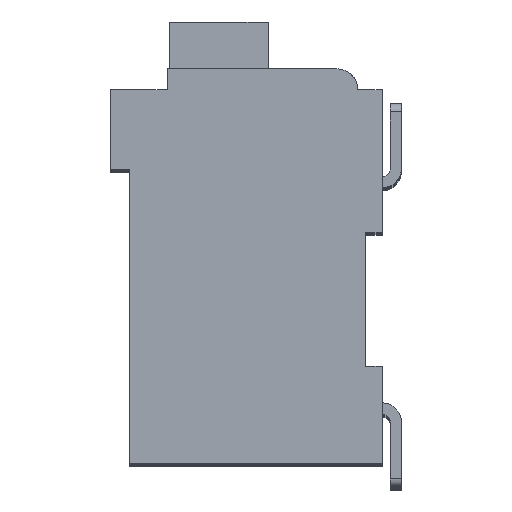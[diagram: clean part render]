
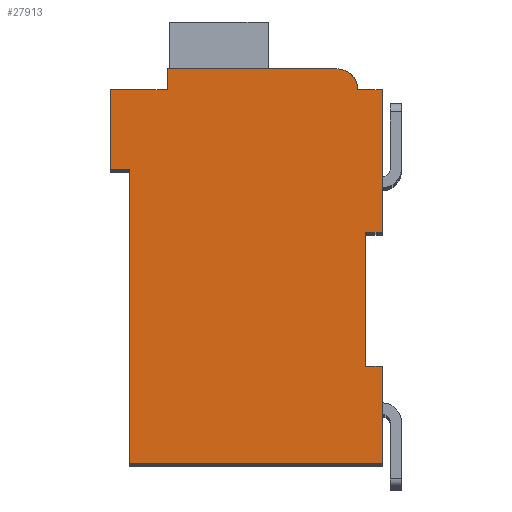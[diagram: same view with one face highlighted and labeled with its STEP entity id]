
A CAD part, top view. The second image highlights one B-rep face of the part: STEP entity #27913.
In plain terms, the highlighted planar face has unit normal (0, 0, 1).
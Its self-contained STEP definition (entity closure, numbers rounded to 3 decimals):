
#8594=DIRECTION('',(1.,0.,0.));
#8595=VECTOR('',#8594,0.5);
#8596=CARTESIAN_POINT('',(7.3,7.15,2.1));
#8597=LINE('',#8596,#8595);
#8598=DIRECTION('',(0.,1.,0.));
#8599=VECTOR('',#8598,4.15);
#8600=CARTESIAN_POINT('',(7.3,3.,2.1));
#8601=LINE('',#8600,#8599);
#8602=DIRECTION('',(-1.,0.,0.));
#8603=VECTOR('',#8602,0.5);
#8604=CARTESIAN_POINT('',(7.8,3.,2.1));
#8605=LINE('',#8604,#8603);
#8606=DIRECTION('',(0.,1.,0.));
#8607=VECTOR('',#8606,3.);
#8608=CARTESIAN_POINT('',(7.8,0.,2.1));
#8609=LINE('',#8608,#8607);
#8610=DIRECTION('',(1.,0.,0.));
#8611=VECTOR('',#8610,7.8);
#8612=CARTESIAN_POINT('',(0.,0.,2.1));
#8613=LINE('',#8612,#8611);
#8614=DIRECTION('',(0.,-1.,0.));
#8615=VECTOR('',#8614,9.1);
#8616=CARTESIAN_POINT('',(0.,9.1,2.1));
#8617=LINE('',#8616,#8615);
#8618=DIRECTION('',(1.,0.,0.));
#8619=VECTOR('',#8618,0.6);
#8620=CARTESIAN_POINT('',(-0.6,9.1,2.1));
#8621=LINE('',#8620,#8619);
#8622=DIRECTION('',(0.,-1.,0.));
#8623=VECTOR('',#8622,2.45);
#8624=CARTESIAN_POINT('',(-0.6,11.55,2.1));
#8625=LINE('',#8624,#8623);
#8626=DIRECTION('',(-1.,0.,0.));
#8627=VECTOR('',#8626,1.75);
#8628=CARTESIAN_POINT('',(1.15,11.55,2.1));
#8629=LINE('',#8628,#8627);
#8630=DIRECTION('',(0.,-1.,0.));
#8631=VECTOR('',#8630,0.65);
#8632=CARTESIAN_POINT('',(1.15,12.2,2.1));
#8633=LINE('',#8632,#8631);
#8634=DIRECTION('',(-1.,0.,0.));
#8635=VECTOR('',#8634,5.25);
#8636=CARTESIAN_POINT('',(6.4,12.2,2.1));
#8637=LINE('',#8636,#8635);
#8638=CARTESIAN_POINT('',(6.4,11.55,2.1));
#8639=DIRECTION('',(0.,0.,1.));
#8640=DIRECTION('',(1.,0.,0.));
#8641=AXIS2_PLACEMENT_3D('',#8638,#8639,#8640);
#8643=DIRECTION('',(-1.,0.,0.));
#8644=VECTOR('',#8643,0.75);
#8645=CARTESIAN_POINT('',(7.8,11.55,2.1));
#8646=LINE('',#8645,#8644);
#8647=DIRECTION('',(0.,1.,0.));
#8648=VECTOR('',#8647,4.4);
#8649=CARTESIAN_POINT('',(7.8,7.15,2.1));
#8650=LINE('',#8649,#8648);
#13921=CARTESIAN_POINT('',(7.3,7.15,2.1));
#13922=CARTESIAN_POINT('',(7.8,7.15,2.1));
#13923=VERTEX_POINT('',#13921);
#13924=VERTEX_POINT('',#13922);
#13925=CARTESIAN_POINT('',(7.8,11.55,2.1));
#13926=VERTEX_POINT('',#13925);
#13927=CARTESIAN_POINT('',(7.05,11.55,2.1));
#13928=VERTEX_POINT('',#13927);
#13929=CARTESIAN_POINT('',(6.4,12.2,2.1));
#13930=VERTEX_POINT('',#13929);
#13931=CARTESIAN_POINT('',(1.15,12.2,2.1));
#13932=VERTEX_POINT('',#13931);
#13933=CARTESIAN_POINT('',(1.15,11.55,2.1));
#13934=VERTEX_POINT('',#13933);
#13935=CARTESIAN_POINT('',(-0.6,11.55,2.1));
#13936=VERTEX_POINT('',#13935);
#13937=CARTESIAN_POINT('',(-0.6,9.1,2.1));
#13938=VERTEX_POINT('',#13937);
#13939=CARTESIAN_POINT('',(0.,9.1,2.1));
#13940=VERTEX_POINT('',#13939);
#13941=CARTESIAN_POINT('',(0.,0.,2.1));
#13942=VERTEX_POINT('',#13941);
#13943=CARTESIAN_POINT('',(7.8,0.,2.1));
#13944=VERTEX_POINT('',#13943);
#13945=CARTESIAN_POINT('',(7.8,3.,2.1));
#13946=VERTEX_POINT('',#13945);
#13947=CARTESIAN_POINT('',(7.3,3.,2.1));
#13948=VERTEX_POINT('',#13947);
#27892=CARTESIAN_POINT('',(0.,0.,2.1));
#27893=DIRECTION('',(0.,0.,1.));
#27894=DIRECTION('',(1.,0.,0.));
#27895=AXIS2_PLACEMENT_3D('',#27892,#27893,#27894);
#27896=PLANE('',#27895);
#27897=ORIENTED_EDGE('',*,*,#18286,.F.);
#27898=ORIENTED_EDGE('',*,*,#18950,.F.);
#27899=ORIENTED_EDGE('',*,*,#23804,.F.);
#27900=ORIENTED_EDGE('',*,*,#24159,.F.);
#27901=ORIENTED_EDGE('',*,*,#24574,.F.);
#27902=ORIENTED_EDGE('',*,*,#25127,.F.);
#27903=ORIENTED_EDGE('',*,*,#25364,.F.);
#27904=ORIENTED_EDGE('',*,*,#25583,.F.);
#27905=ORIENTED_EDGE('',*,*,#25913,.F.);
#27906=ORIENTED_EDGE('',*,*,#26552,.F.);
#27907=ORIENTED_EDGE('',*,*,#27052,.F.);
#27908=ORIENTED_EDGE('',*,*,#25964,.F.);
#27909=ORIENTED_EDGE('',*,*,#26373,.F.);
#27910=ORIENTED_EDGE('',*,*,#18845,.F.);
#27911=EDGE_LOOP('',(#27897,#27898,#27899,#27900,#27901,#27902,#27903,#27904,
#27905,#27906,#27907,#27908,#27909,#27910));
#27912=FACE_OUTER_BOUND('',#27911,.F.);
#8642=CIRCLE('',#8641,0.65);
#18286=EDGE_CURVE('',#13923,#13924,#8597,.T.);
#18845=EDGE_CURVE('',#13924,#13926,#8650,.T.);
#18950=EDGE_CURVE('',#13948,#13923,#8601,.T.);
#23804=EDGE_CURVE('',#13946,#13948,#8605,.T.);
#24159=EDGE_CURVE('',#13944,#13946,#8609,.T.);
#24574=EDGE_CURVE('',#13942,#13944,#8613,.T.);
#25127=EDGE_CURVE('',#13940,#13942,#8617,.T.);
#25364=EDGE_CURVE('',#13938,#13940,#8621,.T.);
#25583=EDGE_CURVE('',#13936,#13938,#8625,.T.);
#25913=EDGE_CURVE('',#13934,#13936,#8629,.T.);
#25964=EDGE_CURVE('',#13928,#13930,#8642,.T.);
#26373=EDGE_CURVE('',#13926,#13928,#8646,.T.);
#26552=EDGE_CURVE('',#13932,#13934,#8633,.T.);
#27052=EDGE_CURVE('',#13930,#13932,#8637,.T.);
#27913=ADVANCED_FACE('',(#27912),#27896,.T.);
